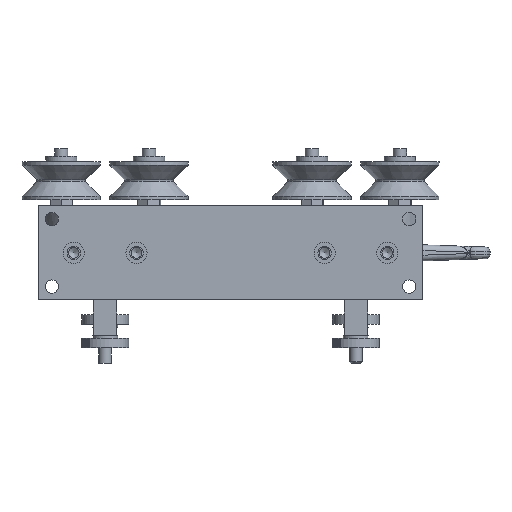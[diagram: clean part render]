
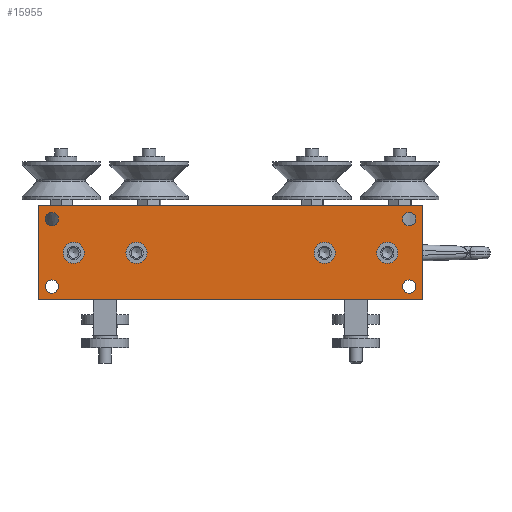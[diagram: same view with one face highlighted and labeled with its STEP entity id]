
A CAD part, front view. The second image highlights one B-rep face of the part: STEP entity #15955.
In plain terms, the highlighted planar face has unit normal (0, -1, 0).
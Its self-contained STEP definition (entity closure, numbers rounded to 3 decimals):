
#127 = CARTESIAN_POINT ( 'NONE',  ( 224., -11.998, -8.5 ) ) ;
#173 = AXIS2_PLACEMENT_3D ( 'NONE', #13519, #21754, #11474 ) ;
#365 = ORIENTED_EDGE ( 'NONE', *, *, #6422, .F. ) ;
#613 = EDGE_CURVE ( 'NONE', #13468, #13468, #2148, .T. ) ;
#931 = EDGE_CURVE ( 'NONE', #6464, #6464, #1302, .T. ) ;
#1302 = CIRCLE ( 'NONE', #25512, 4.25 ) ;
#1462 = AXIS2_PLACEMENT_3D ( 'NONE', #16526, #24771, #14366 ) ;
#1624 = VECTOR ( 'NONE', #13544, 1000. ) ;
#1675 = CARTESIAN_POINT ( 'NONE',  ( -12.5, -11.998, -60. ) ) ;
#1852 = EDGE_CURVE ( 'NONE', #12469, #11626, #17798, .T. ) ;
#2021 = DIRECTION ( 'NONE',  ( 0., -1., 0. ) ) ;
#2148 = CIRCLE ( 'NONE', #3028, 6.75 ) ;
#2151 = DIRECTION ( 'NONE',  ( 1., 0., 0. ) ) ;
#2722 = CARTESIAN_POINT ( 'NONE',  ( -12.5, -11.998, 0. ) ) ;
#2876 = ORIENTED_EDGE ( 'NONE', *, *, #1852, .T. ) ;
#3028 = AXIS2_PLACEMENT_3D ( 'NONE', #9982, #20529, #20261 ) ;
#3506 = CIRCLE ( 'NONE', #16477, 4.25 ) ;
#3681 = CARTESIAN_POINT ( 'NONE',  ( 16.75, -11.998, -30. ) ) ;
#4113 = DIRECTION ( 'NONE',  ( 0., -1., 0. ) ) ;
#4370 = CARTESIAN_POINT ( 'NONE',  ( 228.25, -11.998, -8.5 ) ) ;
#4411 = VECTOR ( 'NONE', #26082, 1000. ) ;
#4500 = ORIENTED_EDGE ( 'NONE', *, *, #6137, .T. ) ;
#4544 = ORIENTED_EDGE ( 'NONE', *, *, #613, .F. ) ;
#4549 = EDGE_CURVE ( 'NONE', #11737, #12469, #21310, .T. ) ;
#4706 = CARTESIAN_POINT ( 'NONE',  ( 176.75, -11.998, -30. ) ) ;
#5049 = AXIS2_PLACEMENT_3D ( 'NONE', #127, #2021, #2151 ) ;
#5093 = CIRCLE ( 'NONE', #24104, 6.75 ) ;
#5165 = VERTEX_POINT ( 'NONE', #13435 ) ;
#5272 = CARTESIAN_POINT ( 'NONE',  ( 232.5, -11.998, -60. ) ) ;
#5880 = DIRECTION ( 'NONE',  ( 1., 0., 0. ) ) ;
#6137 = EDGE_CURVE ( 'NONE', #11626, #10254, #23680, .T. ) ;
#6422 = EDGE_CURVE ( 'NONE', #18337, #18337, #5093, .T. ) ;
#6464 = VERTEX_POINT ( 'NONE', #12977 ) ;
#6484 = ORIENTED_EDGE ( 'NONE', *, *, #10258, .F. ) ;
#7196 = CIRCLE ( 'NONE', #5049, 4.25 ) ;
#7612 = EDGE_LOOP ( 'NONE', ( #22125, #2876, #4500, #9506 ) ) ;
#7717 = FACE_BOUND ( 'NONE', #21782, .T. ) ;
#7728 = EDGE_CURVE ( 'NONE', #10213, #10213, #22306, .T. ) ;
#8209 = EDGE_CURVE ( 'NONE', #14663, #14663, #7196, .T. ) ;
#8898 = DIRECTION ( 'NONE',  ( 0., -1., 0. ) ) ;
#9024 = DIRECTION ( 'NONE',  ( 0., -1., 0. ) ) ;
#9449 = CARTESIAN_POINT ( 'NONE',  ( -12.5, -11.998, 0. ) ) ;
#9506 = ORIENTED_EDGE ( 'NONE', *, *, #12015, .T. ) ;
#9754 = DIRECTION ( 'NONE',  ( -1., 0., 0. ) ) ;
#9796 = CARTESIAN_POINT ( 'NONE',  ( 50., -11.998, -30. ) ) ;
#9982 = CARTESIAN_POINT ( 'NONE',  ( 170., -11.998, -30. ) ) ;
#10213 = VERTEX_POINT ( 'NONE', #16691 ) ;
#10254 = VERTEX_POINT ( 'NONE', #16747 ) ;
#10258 = EDGE_CURVE ( 'NONE', #24676, #24676, #3506, .T. ) ;
#10339 = CARTESIAN_POINT ( 'NONE',  ( 0.25, -11.998, -51.5 ) ) ;
#10616 = ORIENTED_EDGE ( 'NONE', *, *, #17173, .F. ) ;
#11474 = DIRECTION ( 'NONE',  ( 1., 0., 0. ) ) ;
#11626 = VERTEX_POINT ( 'NONE', #23026 ) ;
#11639 = PLANE ( 'NONE',  #26535 ) ;
#11737 = VERTEX_POINT ( 'NONE', #2722 ) ;
#12015 = EDGE_CURVE ( 'NONE', #10254, #11737, #17830, .T. ) ;
#12050 = FACE_BOUND ( 'NONE', #12132, .T. ) ;
#12132 = EDGE_LOOP ( 'NONE', ( #10616 ) ) ;
#12248 = CARTESIAN_POINT ( 'NONE',  ( -4., -11.998, -8.5 ) ) ;
#12433 = CARTESIAN_POINT ( 'NONE',  ( -4., -11.998, -51.5 ) ) ;
#12469 = VERTEX_POINT ( 'NONE', #1675 ) ;
#12977 = CARTESIAN_POINT ( 'NONE',  ( 0.25, -11.998, -8.5 ) ) ;
#13435 = CARTESIAN_POINT ( 'NONE',  ( 228.25, -11.998, -51.5 ) ) ;
#13468 = VERTEX_POINT ( 'NONE', #4706 ) ;
#13519 = CARTESIAN_POINT ( 'NONE',  ( 224., -11.998, -51.5 ) ) ;
#13544 = DIRECTION ( 'NONE',  ( 0., 0., 1. ) ) ;
#13578 = CIRCLE ( 'NONE', #1462, 6.75 ) ;
#13859 = DIRECTION ( 'NONE',  ( 0., -1., 0. ) ) ;
#14366 = DIRECTION ( 'NONE',  ( 1., 0., 0. ) ) ;
#14663 = VERTEX_POINT ( 'NONE', #4370 ) ;
#14969 = EDGE_LOOP ( 'NONE', ( #25861 ) ) ;
#15955 = ADVANCED_FACE ( 'NONE', ( #24089, #12050, #22190, #26255, #26521, #16102, #7717, #26119, #15968 ), #11639, .F. ) ;
#15968 = FACE_OUTER_BOUND ( 'NONE', #7612, .T. ) ;
#16102 = FACE_BOUND ( 'NONE', #18000, .T. ) ;
#16374 = DIRECTION ( 'NONE',  ( 0., 1., 0. ) ) ;
#16477 = AXIS2_PLACEMENT_3D ( 'NONE', #12433, #8898, #24996 ) ;
#16526 = CARTESIAN_POINT ( 'NONE',  ( 10., -11.998, -30. ) ) ;
#16607 = CIRCLE ( 'NONE', #173, 4.25 ) ;
#16691 = CARTESIAN_POINT ( 'NONE',  ( 56.75, -11.998, -30. ) ) ;
#16747 = CARTESIAN_POINT ( 'NONE',  ( 232.5, -11.998, 0. ) ) ;
#17173 = EDGE_CURVE ( 'NONE', #5165, #5165, #16607, .T. ) ;
#17269 = DIRECTION ( 'NONE',  ( 1., 0., 0. ) ) ;
#17334 = VECTOR ( 'NONE', #25369, 1000. ) ;
#17798 = LINE ( 'NONE', #26050, #25032 ) ;
#17830 = LINE ( 'NONE', #9449, #4411 ) ;
#17990 = EDGE_LOOP ( 'NONE', ( #25230 ) ) ;
#18000 = EDGE_LOOP ( 'NONE', ( #4544 ) ) ;
#18337 = VERTEX_POINT ( 'NONE', #26588 ) ;
#18395 = EDGE_LOOP ( 'NONE', ( #6484 ) ) ;
#19417 = DIRECTION ( 'NONE',  ( 1., 0., 0. ) ) ;
#20142 = AXIS2_PLACEMENT_3D ( 'NONE', #9796, #13859, #22098 ) ;
#20261 = DIRECTION ( 'NONE',  ( 1., 0., 0. ) ) ;
#20445 = EDGE_CURVE ( 'NONE', #24115, #24115, #13578, .T. ) ;
#20529 = DIRECTION ( 'NONE',  ( 0., -1., 0. ) ) ;
#21310 = LINE ( 'NONE', #25238, #17334 ) ;
#21379 = EDGE_LOOP ( 'NONE', ( #365 ) ) ;
#21754 = DIRECTION ( 'NONE',  ( 0., -1., 0. ) ) ;
#21782 = EDGE_LOOP ( 'NONE', ( #24844 ) ) ;
#21852 = EDGE_LOOP ( 'NONE', ( #25374 ) ) ;
#21992 = CARTESIAN_POINT ( 'NONE',  ( 210., -11.998, -30. ) ) ;
#22098 = DIRECTION ( 'NONE',  ( 1., 0., 0. ) ) ;
#22125 = ORIENTED_EDGE ( 'NONE', *, *, #4549, .T. ) ;
#22190 = FACE_BOUND ( 'NONE', #17990, .T. ) ;
#22306 = CIRCLE ( 'NONE', #20142, 6.75 ) ;
#23026 = CARTESIAN_POINT ( 'NONE',  ( 232.5, -11.998, -60. ) ) ;
#23680 = LINE ( 'NONE', #5272, #1624 ) ;
#24089 = FACE_BOUND ( 'NONE', #18395, .T. ) ;
#24104 = AXIS2_PLACEMENT_3D ( 'NONE', #21992, #9024, #17269 ) ;
#24115 = VERTEX_POINT ( 'NONE', #3681 ) ;
#24676 = VERTEX_POINT ( 'NONE', #10339 ) ;
#24771 = DIRECTION ( 'NONE',  ( 0., -1., 0. ) ) ;
#24844 = ORIENTED_EDGE ( 'NONE', *, *, #7728, .F. ) ;
#24996 = DIRECTION ( 'NONE',  ( 1., 0., 0. ) ) ;
#25032 = VECTOR ( 'NONE', #19417, 1000. ) ;
#25230 = ORIENTED_EDGE ( 'NONE', *, *, #8209, .F. ) ;
#25238 = CARTESIAN_POINT ( 'NONE',  ( -12.5, -11.998, -60. ) ) ;
#25369 = DIRECTION ( 'NONE',  ( 0., 0., -1. ) ) ;
#25374 = ORIENTED_EDGE ( 'NONE', *, *, #931, .F. ) ;
#25512 = AXIS2_PLACEMENT_3D ( 'NONE', #12248, #4113, #5880 ) ;
#25861 = ORIENTED_EDGE ( 'NONE', *, *, #20445, .F. ) ;
#26050 = CARTESIAN_POINT ( 'NONE',  ( -12.5, -11.998, -60. ) ) ;
#26082 = DIRECTION ( 'NONE',  ( -1., 0., 0. ) ) ;
#26119 = FACE_BOUND ( 'NONE', #14969, .T. ) ;
#26255 = FACE_BOUND ( 'NONE', #21852, .T. ) ;
#26521 = FACE_BOUND ( 'NONE', #21379, .T. ) ;
#26535 = AXIS2_PLACEMENT_3D ( 'NONE', #26656, #16374, #9754 ) ;
#26588 = CARTESIAN_POINT ( 'NONE',  ( 216.75, -11.998, -30. ) ) ;
#26656 = CARTESIAN_POINT ( 'NONE',  ( -12.5, -11.998, -60. ) ) ;
